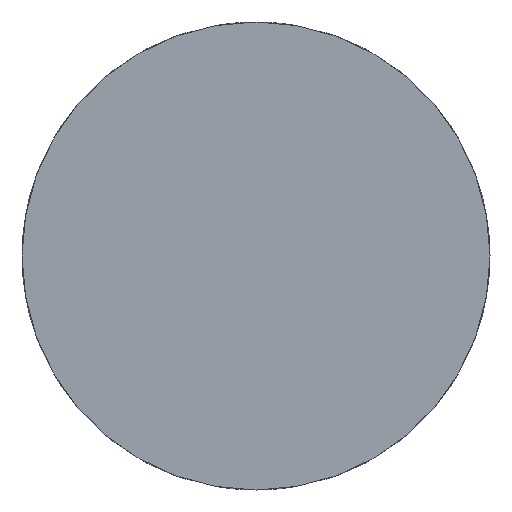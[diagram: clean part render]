
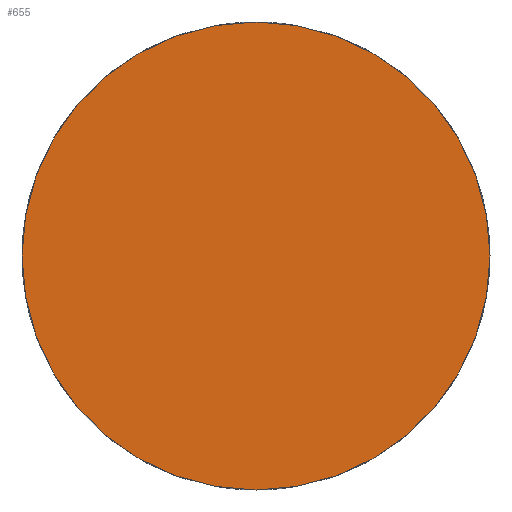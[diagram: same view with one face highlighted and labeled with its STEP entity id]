
A CAD part, left-side view. The second image highlights one B-rep face of the part: STEP entity #655.
In plain terms, the highlighted planar face has unit normal (-1, 0, 0).
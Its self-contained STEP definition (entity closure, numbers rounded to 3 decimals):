
#6 = VERTEX_POINT ( 'NONE', #609 ) ;
#25 = ORIENTED_EDGE ( 'NONE', *, *, #226, .F. ) ;
#28 = DIRECTION ( 'NONE',  ( 0., 0., 1. ) ) ;
#59 = DIRECTION ( 'NONE',  ( 0., 0., -1. ) ) ;
#81 = DIRECTION ( 'NONE',  ( 1., 0., 0. ) ) ;
#171 = EDGE_CURVE ( 'NONE', #6, #213, #519, .T. ) ;
#213 = VERTEX_POINT ( 'NONE', #923 ) ;
#215 = AXIS2_PLACEMENT_3D ( 'NONE', #326, #811, #28 ) ;
#226 = EDGE_CURVE ( 'NONE', #213, #6, #328, .T. ) ;
#251 = PLANE ( 'NONE',  #215 ) ;
#326 = CARTESIAN_POINT ( 'NONE',  ( 0., 0., 0. ) ) ;
#328 = CIRCLE ( 'NONE', #374, 10. ) ;
#345 = AXIS2_PLACEMENT_3D ( 'NONE', #422, #700, #59 ) ;
#373 = DIRECTION ( 'NONE',  ( 0., 0., -1. ) ) ;
#374 = AXIS2_PLACEMENT_3D ( 'NONE', #442, #81, #373 ) ;
#379 = ORIENTED_EDGE ( 'NONE', *, *, #171, .F. ) ;
#422 = CARTESIAN_POINT ( 'NONE',  ( 0., 0., 0. ) ) ;
#442 = CARTESIAN_POINT ( 'NONE',  ( 0., 0., 0. ) ) ;
#519 = CIRCLE ( 'NONE', #345, 10. ) ;
#526 = FACE_OUTER_BOUND ( 'NONE', #786, .T. ) ;
#609 = CARTESIAN_POINT ( 'NONE',  ( 0., 0., 10. ) ) ;
#655 = ADVANCED_FACE ( 'NONE', ( #526 ), #251, .T. ) ;
#700 = DIRECTION ( 'NONE',  ( 1., 0., 0. ) ) ;
#786 = EDGE_LOOP ( 'NONE', ( #25, #379 ) ) ;
#811 = DIRECTION ( 'NONE',  ( -1., 0., 0. ) ) ;
#923 = CARTESIAN_POINT ( 'NONE',  ( 0., 0., -10. ) ) ;
